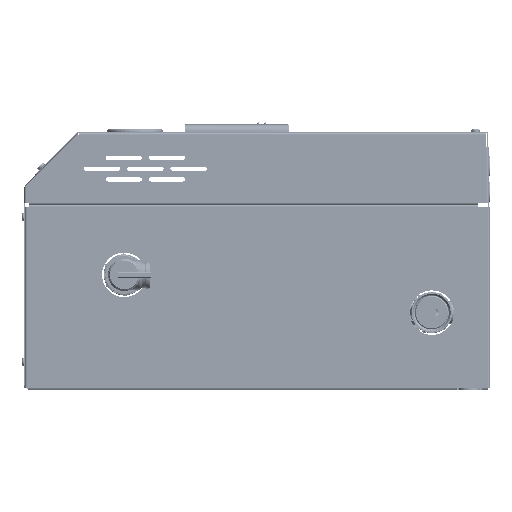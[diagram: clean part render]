
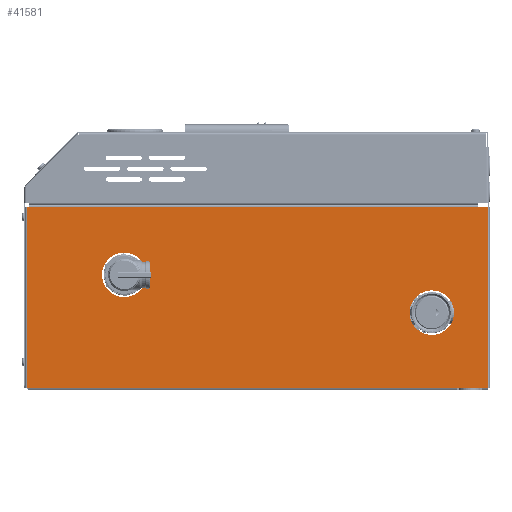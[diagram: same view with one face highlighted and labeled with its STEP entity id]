
A CAD part, left-side view. The second image highlights one B-rep face of the part: STEP entity #41581.
In plain terms, the highlighted planar face has unit normal (-1, 0, 0).
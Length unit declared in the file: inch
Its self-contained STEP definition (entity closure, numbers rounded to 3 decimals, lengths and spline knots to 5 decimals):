
#38 = EDGE_CURVE ( 'NONE', #92138, #92138, #25652, .T. ) ;
#783 = CARTESIAN_POINT ( 'NONE',  ( -5.45313, 11.65975, 4.03125 ) ) ;
#1081 = EDGE_CURVE ( 'NONE', #71002, #117842, #33780, .T. ) ;
#2096 = DIRECTION ( 'NONE',  ( 0., 1., 0. ) ) ;
#2723 = FACE_BOUND ( 'NONE', #116044, .T. ) ;
#7489 = DIRECTION ( 'NONE',  ( 0., -1., 0. ) ) ;
#10821 = ORIENTED_EDGE ( 'NONE', *, *, #38, .T. ) ;
#10962 = ORIENTED_EDGE ( 'NONE', *, *, #114840, .F. ) ;
#11599 = CARTESIAN_POINT ( 'NONE',  ( -5.45312, 11.84725, -0.15625 ) ) ;
#12830 = FACE_BOUND ( 'NONE', #85985, .T. ) ;
#14050 = ORIENTED_EDGE ( 'NONE', *, *, #65828, .T. ) ;
#14459 = VERTEX_POINT ( 'NONE', #108862 ) ;
#15784 = VECTOR ( 'NONE', #107092, 39.37008 ) ;
#17280 = VERTEX_POINT ( 'NONE', #78570 ) ;
#17434 = CARTESIAN_POINT ( 'NONE',  ( -5.45313, -9.59025, 4.03125 ) ) ;
#19920 = CARTESIAN_POINT ( 'NONE',  ( -5.45313, -7., -0.875 ) ) ;
#24229 = CARTESIAN_POINT ( 'NONE',  ( -5.45313, 8.28125, 0.875 ) ) ;
#25652 = CIRCLE ( 'NONE', #119979, 1.03125 ) ;
#30487 = AXIS2_PLACEMENT_3D ( 'NONE', #11599, #49962, #2096 ) ;
#30854 = DIRECTION ( 'NONE',  ( 1., 0., 0. ) ) ;
#32292 = FACE_OUTER_BOUND ( 'NONE', #118012, .T. ) ;
#33780 = LINE ( 'NONE', #120555, #54097 ) ;
#35724 = LINE ( 'NONE', #17434, #58297 ) ;
#36194 = ORIENTED_EDGE ( 'NONE', *, *, #110432, .T. ) ;
#36357 = EDGE_CURVE ( 'NONE', #103776, #120459, #89672, .T. ) ;
#39919 = PLANE ( 'NONE',  #30487 ) ;
#40128 = DIRECTION ( 'NONE',  ( 1., 0., 0. ) ) ;
#41581 = ADVANCED_FACE ( 'NONE', ( #2723, #12830, #32292 ), #39919, .F. ) ;
#43283 = DIRECTION ( 'NONE',  ( 0., -1., 0. ) ) ;
#43715 = VECTOR ( 'NONE', #96581, 39.37008 ) ;
#43853 = CIRCLE ( 'NONE', #95959, 1.03125 ) ;
#45775 = CARTESIAN_POINT ( 'NONE',  ( -5.45313, -9.59025, 4.03125 ) ) ;
#47529 = LINE ( 'NONE', #123003, #70791 ) ;
#49962 = DIRECTION ( 'NONE',  ( 1., 0., 0. ) ) ;
#54097 = VECTOR ( 'NONE', #43283, 39.37008 ) ;
#57789 = CARTESIAN_POINT ( 'NONE',  ( -5.45312, 11.81735, 4.03125 ) ) ;
#58297 = VECTOR ( 'NONE', #93600, 39.37008 ) ;
#58401 = DIRECTION ( 'NONE',  ( 0., 1., 0. ) ) ;
#59264 = CARTESIAN_POINT ( 'NONE',  ( -5.45313, 7.25, 0.875 ) ) ;
#65828 = EDGE_CURVE ( 'NONE', #14459, #14459, #43853, .T. ) ;
#70791 = VECTOR ( 'NONE', #114808, 39.37008 ) ;
#71002 = VERTEX_POINT ( 'NONE', #89760 ) ;
#74416 = EDGE_CURVE ( 'NONE', #117842, #17280, #35724, .T. ) ;
#76067 = ORIENTED_EDGE ( 'NONE', *, *, #76707, .F. ) ;
#76707 = EDGE_CURVE ( 'NONE', #120459, #122462, #83547, .T. ) ;
#78570 = CARTESIAN_POINT ( 'NONE',  ( -5.45313, -9.59025, -4.34375 ) ) ;
#83547 = LINE ( 'NONE', #57789, #108884 ) ;
#85985 = EDGE_LOOP ( 'NONE', ( #14050 ) ) ;
#89672 = LINE ( 'NONE', #107287, #43715 ) ;
#89760 = CARTESIAN_POINT ( 'NONE',  ( -5.45313, -9.12015, 4.03125 ) ) ;
#92138 = VERTEX_POINT ( 'NONE', #24229 ) ;
#93600 = DIRECTION ( 'NONE',  ( 0., 0., -1. ) ) ;
#94802 = ORIENTED_EDGE ( 'NONE', *, *, #74416, .F. ) ;
#95959 = AXIS2_PLACEMENT_3D ( 'NONE', #19920, #40128, #58401 ) ;
#96581 = DIRECTION ( 'NONE',  ( 0., 0., 1. ) ) ;
#98153 = DIRECTION ( 'NONE',  ( 0., 1., 0. ) ) ;
#101653 = ORIENTED_EDGE ( 'NONE', *, *, #1081, .F. ) ;
#103776 = VERTEX_POINT ( 'NONE', #114468 ) ;
#107092 = DIRECTION ( 'NONE',  ( 0., 1., 0. ) ) ;
#107287 = CARTESIAN_POINT ( 'NONE',  ( -5.45312, 11.75485, 4.03125 ) ) ;
#108862 = CARTESIAN_POINT ( 'NONE',  ( -5.45313, -5.96875, -0.875 ) ) ;
#108884 = VECTOR ( 'NONE', #7489, 39.37008 ) ;
#108947 = CARTESIAN_POINT ( 'NONE',  ( -5.45313, -9.12015, 4.03125 ) ) ;
#109045 = ORIENTED_EDGE ( 'NONE', *, *, #36357, .F. ) ;
#110432 = EDGE_CURVE ( 'NONE', #71002, #122462, #113394, .T. ) ;
#113394 = LINE ( 'NONE', #108947, #15784 ) ;
#114468 = CARTESIAN_POINT ( 'NONE',  ( -5.45312, 11.75485, -4.34375 ) ) ;
#114808 = DIRECTION ( 'NONE',  ( 0., 1., 0. ) ) ;
#114840 = EDGE_CURVE ( 'NONE', #17280, #103776, #47529, .T. ) ;
#116044 = EDGE_LOOP ( 'NONE', ( #10821 ) ) ;
#117842 = VERTEX_POINT ( 'NONE', #45775 ) ;
#118012 = EDGE_LOOP ( 'NONE', ( #109045, #10962, #94802, #101653, #36194, #76067 ) ) ;
#119817 = CARTESIAN_POINT ( 'NONE',  ( -5.45312, 11.75485, 4.03125 ) ) ;
#119979 = AXIS2_PLACEMENT_3D ( 'NONE', #59264, #30854, #98153 ) ;
#120459 = VERTEX_POINT ( 'NONE', #119817 ) ;
#120555 = CARTESIAN_POINT ( 'NONE',  ( -5.45312, 11.81735, 4.03125 ) ) ;
#122462 = VERTEX_POINT ( 'NONE', #783 ) ;
#123003 = CARTESIAN_POINT ( 'NONE',  ( -5.45313, -9.59025, -4.34375 ) ) ;
